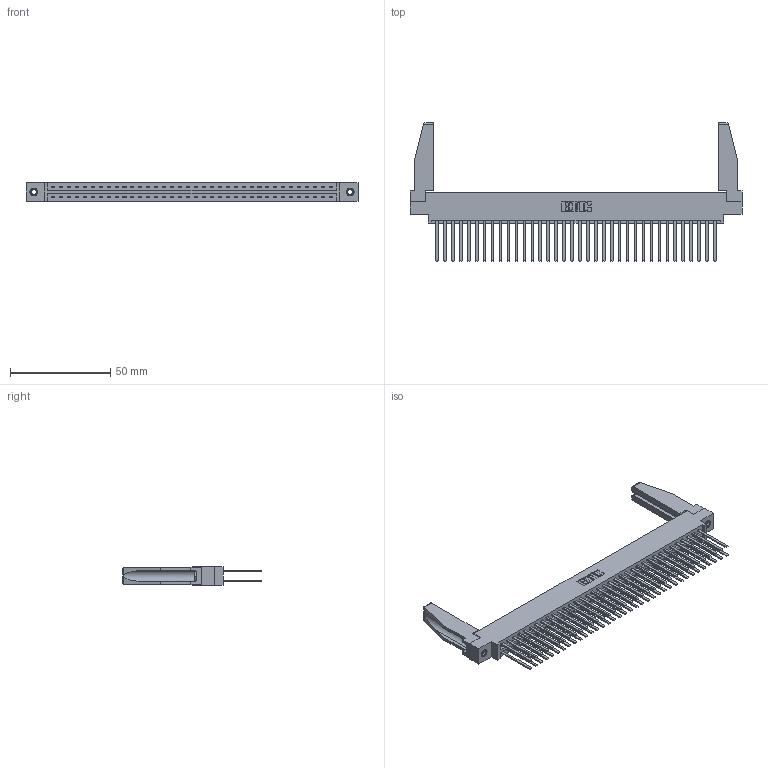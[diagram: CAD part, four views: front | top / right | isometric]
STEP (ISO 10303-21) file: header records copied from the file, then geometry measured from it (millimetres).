
FILE_DESCRIPTION (( 'STEP AP203' ), '1' );
FILE_NAME ('337-072-544-878.STEP', '2019-10-15T11:51:27', ( '' ), ( '' ), 'SwSTEP 2.0', 'SolidWorks 2016', '' );
FILE_SCHEMA (( 'CONFIG_CONTROL_DESIGN' ));
Length unit declared in the file: inch
Products named in the file (5): 337-072-544-878; 345-250-001_345-250-001-102; 307-220-078; 337 Part_0.170 Offset - 0.156 Dia-TI; 345-292-001_345-293-144
Assembly tree (77 placements, depth 2):
  337-072-544-878
    337 Part_0.170 Offset - 0.156 Dia-TI
    345-292-001_345-293-144  x72
    345-250-001_345-250-001-102  x2
    307-220-078  x2
Bounding box: 165.66 x 69.09 x 9.4 mm (x, y, z)
Volume: 22263.7 mm3; surface area: 27831.9 mm2
Topology: 77 solids, 77 shells, 3704 faces, 10949 edges, 7194 vertices
Faces by surface type: plane 2606, cylinder 1082, cone 12, torus 4
Entity records: 31076 total; most frequent: CARTESIAN_POINT 5240, ORIENTED_EDGE 5132, DIRECTION 4470, EDGE_CURVE 2566, LINE 2404, VECTOR 2404, VERTEX_POINT 1704, AXIS2_PLACEMENT_3D 1033
